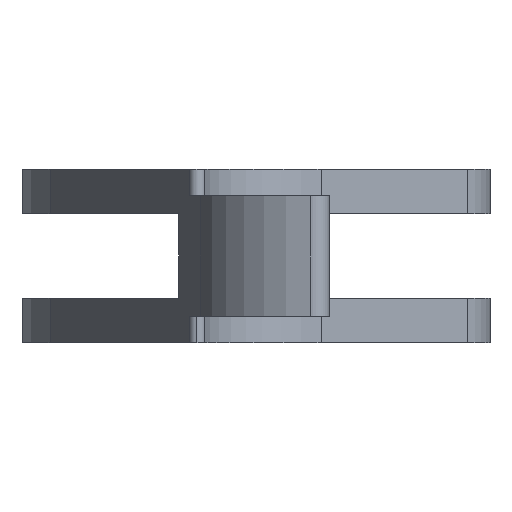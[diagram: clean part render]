
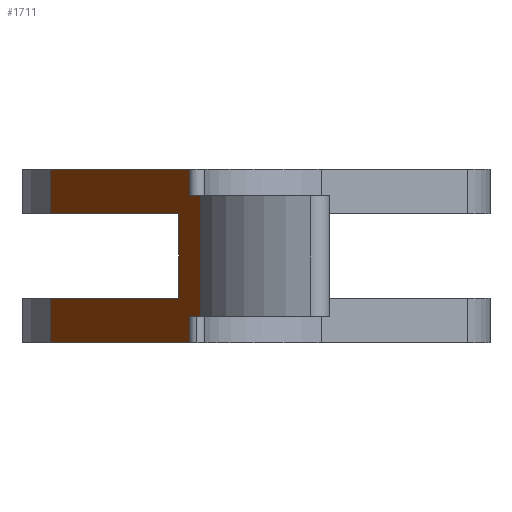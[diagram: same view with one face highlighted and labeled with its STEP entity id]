
A CAD part, left-side view. The second image highlights one B-rep face of the part: STEP entity #1711.
In plain terms, the highlighted planar face has unit normal (-0.366, 0.93, 0).
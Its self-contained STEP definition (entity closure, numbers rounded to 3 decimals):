
#9 = ORIENTED_EDGE ( 'NONE', *, *, #295, .T. ) ;
#28 = DIRECTION ( 'NONE',  ( 0., 0., 1. ) ) ;
#29 = VECTOR ( 'NONE', #1191, 1000. ) ;
#65 = CARTESIAN_POINT ( 'NONE',  ( -7.79, 35.108, 8.407 ) ) ;
#67 = VERTEX_POINT ( 'NONE', #1856 ) ;
#91 = CARTESIAN_POINT ( 'NONE',  ( -7.79, 35.108, 4.089 ) ) ;
#117 = CARTESIAN_POINT ( 'NONE',  ( -7.79, 35.108, -8.407 ) ) ;
#187 = VECTOR ( 'NONE', #1326, 1000. ) ;
#251 = VERTEX_POINT ( 'NONE', #264 ) ;
#253 = LINE ( 'NONE', #1949, #1243 ) ;
#264 = CARTESIAN_POINT ( 'NONE',  ( -7.79, 35.108, -4.089 ) ) ;
#295 = EDGE_CURVE ( 'NONE', #773, #619, #1916, .T. ) ;
#331 = CARTESIAN_POINT ( 'NONE',  ( -42.252, 21.547, -5.842 ) ) ;
#356 = LINE ( 'NONE', #367, #1950 ) ;
#367 = CARTESIAN_POINT ( 'NONE',  ( -39.561, 22.606, -4.089 ) ) ;
#372 = CARTESIAN_POINT ( 'NONE',  ( -7.79, 35.108, 8.407 ) ) ;
#422 = LINE ( 'NONE', #1183, #594 ) ;
#455 = EDGE_CURVE ( 'NONE', #956, #251, #942, .T. ) ;
#471 = VERTEX_POINT ( 'NONE', #1410 ) ;
#519 = CARTESIAN_POINT ( 'NONE',  ( -49.046, 18.874, 4.089 ) ) ;
#528 = CARTESIAN_POINT ( 'NONE',  ( -42.252, 21.547, -5.842 ) ) ;
#563 = DIRECTION ( 'NONE',  ( 0.366, -0.931, 0. ) ) ;
#591 = CARTESIAN_POINT ( 'NONE',  ( -42.252, 21.547, -8.407 ) ) ;
#592 = CARTESIAN_POINT ( 'NONE',  ( -44.993, 20.468, 5.842 ) ) ;
#594 = VECTOR ( 'NONE', #1150, 1000. ) ;
#619 = VERTEX_POINT ( 'NONE', #65 ) ;
#621 = VERTEX_POINT ( 'NONE', #668 ) ;
#622 = VECTOR ( 'NONE', #1232, 1000. ) ;
#642 = EDGE_CURVE ( 'NONE', #1280, #1666, #1447, .T. ) ;
#668 = CARTESIAN_POINT ( 'NONE',  ( -39.561, 22.606, 4.089 ) ) ;
#681 = ORIENTED_EDGE ( 'NONE', *, *, #455, .F. ) ;
#723 = AXIS2_PLACEMENT_3D ( 'NONE', #1631, #563, #1611 ) ;
#725 = PLANE ( 'NONE',  #723 ) ;
#756 = CARTESIAN_POINT ( 'NONE',  ( -39.561, 22.606, -4.089 ) ) ;
#757 = ORIENTED_EDGE ( 'NONE', *, *, #1855, .F. ) ;
#773 = VERTEX_POINT ( 'NONE', #1806 ) ;
#860 = CARTESIAN_POINT ( 'NONE',  ( -38.982, 22.834, 5.842 ) ) ;
#869 = EDGE_CURVE ( 'NONE', #67, #1280, #1292, .T. ) ;
#871 = CARTESIAN_POINT ( 'NONE',  ( -44.993, 20.468, -8.407 ) ) ;
#928 = EDGE_CURVE ( 'NONE', #67, #956, #253, .T. ) ;
#942 = LINE ( 'NONE', #1065, #1941 ) ;
#956 = VERTEX_POINT ( 'NONE', #117 ) ;
#964 = LINE ( 'NONE', #519, #622 ) ;
#969 = ORIENTED_EDGE ( 'NONE', *, *, #1830, .F. ) ;
#1005 = LINE ( 'NONE', #871, #187 ) ;
#1027 = VECTOR ( 'NONE', #1741, 1000. ) ;
#1032 = FACE_OUTER_BOUND ( 'NONE', #1703, .T. ) ;
#1049 = ORIENTED_EDGE ( 'NONE', *, *, #1695, .F. ) ;
#1065 = CARTESIAN_POINT ( 'NONE',  ( -7.79, 35.108, -8.407 ) ) ;
#1093 = ORIENTED_EDGE ( 'NONE', *, *, #869, .T. ) ;
#1150 = DIRECTION ( 'NONE',  ( 0., 0., 1. ) ) ;
#1159 = DIRECTION ( 'NONE',  ( 0.931, 0.366, 0. ) ) ;
#1183 = CARTESIAN_POINT ( 'NONE',  ( -7.79, 35.108, -8.407 ) ) ;
#1189 = EDGE_CURVE ( 'NONE', #471, #773, #1352, .T. ) ;
#1191 = DIRECTION ( 'NONE',  ( 0.931, 0.366, 0. ) ) ;
#1213 = VERTEX_POINT ( 'NONE', #756 ) ;
#1224 = ORIENTED_EDGE ( 'NONE', *, *, #1541, .T. ) ;
#1232 = DIRECTION ( 'NONE',  ( 0.931, 0.366, 0. ) ) ;
#1243 = VECTOR ( 'NONE', #1789, 1000. ) ;
#1247 = DIRECTION ( 'NONE',  ( 0., 0., 1. ) ) ;
#1280 = VERTEX_POINT ( 'NONE', #331 ) ;
#1292 = LINE ( 'NONE', #528, #1944 ) ;
#1326 = DIRECTION ( 'NONE',  ( 0., 0., 1. ) ) ;
#1344 = DIRECTION ( 'NONE',  ( 0., 0., 1. ) ) ;
#1352 = LINE ( 'NONE', #591, #1822 ) ;
#1410 = CARTESIAN_POINT ( 'NONE',  ( -42.252, 21.547, 5.842 ) ) ;
#1426 = ORIENTED_EDGE ( 'NONE', *, *, #1747, .T. ) ;
#1435 = CARTESIAN_POINT ( 'NONE',  ( -38.982, 22.834, -5.842 ) ) ;
#1437 = VECTOR ( 'NONE', #1159, 1000. ) ;
#1438 = ORIENTED_EDGE ( 'NONE', *, *, #642, .T. ) ;
#1447 = LINE ( 'NONE', #1435, #1027 ) ;
#1460 = ORIENTED_EDGE ( 'NONE', *, *, #928, .F. ) ;
#1475 = CARTESIAN_POINT ( 'NONE',  ( -44.993, 20.468, -5.842 ) ) ;
#1492 = LINE ( 'NONE', #1947, #29 ) ;
#1541 = EDGE_CURVE ( 'NONE', #1715, #471, #1755, .T. ) ;
#1569 = VERTEX_POINT ( 'NONE', #91 ) ;
#1611 = DIRECTION ( 'NONE',  ( 0.931, 0.366, 0. ) ) ;
#1620 = DIRECTION ( 'NONE',  ( 0.931, 0.366, 0. ) ) ;
#1623 = ORIENTED_EDGE ( 'NONE', *, *, #1628, .T. ) ;
#1628 = EDGE_CURVE ( 'NONE', #1666, #1715, #1005, .T. ) ;
#1631 = CARTESIAN_POINT ( 'NONE',  ( -7.79, 35.108, -8.407 ) ) ;
#1637 = VECTOR ( 'NONE', #1620, 1000. ) ;
#1666 = VERTEX_POINT ( 'NONE', #1475 ) ;
#1695 = EDGE_CURVE ( 'NONE', #1569, #619, #422, .T. ) ;
#1703 = EDGE_LOOP ( 'NONE', ( #1460, #1093, #1438, #1623, #1224, #1797, #9, #1049, #969, #757, #1426, #681 ) ) ;
#1711 = ADVANCED_FACE ( 'NONE', ( #1032 ), #725, .F. ) ;
#1715 = VERTEX_POINT ( 'NONE', #592 ) ;
#1730 = DIRECTION ( 'NONE',  ( 0., 0., 1. ) ) ;
#1741 = DIRECTION ( 'NONE',  ( -0.931, -0.366, 0. ) ) ;
#1747 = EDGE_CURVE ( 'NONE', #1213, #251, #1492, .T. ) ;
#1755 = LINE ( 'NONE', #860, #1637 ) ;
#1789 = DIRECTION ( 'NONE',  ( 0.931, 0.366, 0. ) ) ;
#1797 = ORIENTED_EDGE ( 'NONE', *, *, #1189, .T. ) ;
#1806 = CARTESIAN_POINT ( 'NONE',  ( -42.252, 21.547, 8.407 ) ) ;
#1822 = VECTOR ( 'NONE', #1344, 1000. ) ;
#1830 = EDGE_CURVE ( 'NONE', #621, #1569, #964, .T. ) ;
#1855 = EDGE_CURVE ( 'NONE', #1213, #621, #356, .T. ) ;
#1856 = CARTESIAN_POINT ( 'NONE',  ( -42.252, 21.547, -8.407 ) ) ;
#1916 = LINE ( 'NONE', #372, #1437 ) ;
#1941 = VECTOR ( 'NONE', #1247, 1000. ) ;
#1944 = VECTOR ( 'NONE', #1730, 1000. ) ;
#1947 = CARTESIAN_POINT ( 'NONE',  ( -49.046, 18.874, -4.089 ) ) ;
#1949 = CARTESIAN_POINT ( 'NONE',  ( -7.79, 35.108, -8.407 ) ) ;
#1950 = VECTOR ( 'NONE', #28, 1000. ) ;
